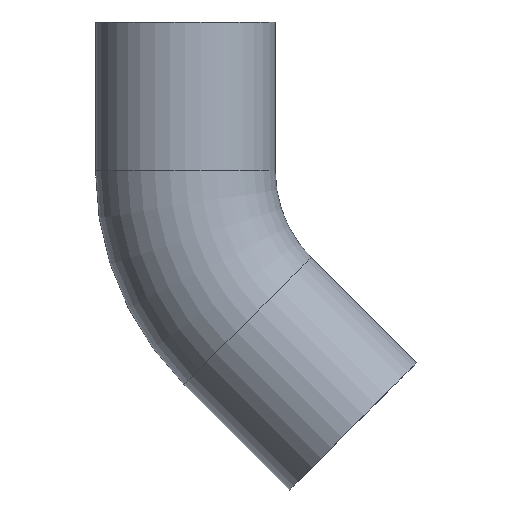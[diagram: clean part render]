
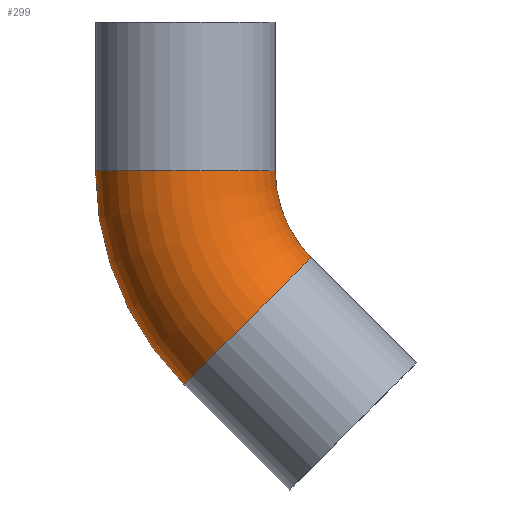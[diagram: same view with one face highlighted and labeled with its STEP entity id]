
A CAD part, front view. The second image highlights one B-rep face of the part: STEP entity #299.
In plain terms, the highlighted toroidal (fillet/blend) face has major radius 57 mm and minor radius 24.15 mm.
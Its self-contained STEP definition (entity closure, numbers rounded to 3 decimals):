
#7 = EDGE_LOOP ( 'NONE', ( #344, #44, #363, #174 ) ) ;
#9 = VERTEX_POINT ( 'NONE', #252 ) ;
#21 = EDGE_CURVE ( 'NONE', #48, #441, #368, .T. ) ;
#28 = CARTESIAN_POINT ( 'NONE',  ( 0., 0., 0. ) ) ;
#29 = CARTESIAN_POINT ( 'NONE',  ( -40.305, 0., -40.305 ) ) ;
#44 = ORIENTED_EDGE ( 'NONE', *, *, #70, .T. ) ;
#48 = VERTEX_POINT ( 'NONE', #340 ) ;
#58 = CARTESIAN_POINT ( 'NONE',  ( -57.382, 0., -57.382 ) ) ;
#70 = EDGE_CURVE ( 'NONE', #105, #9, #338, .T. ) ;
#74 = CARTESIAN_POINT ( 'NONE',  ( 0., 0., 0. ) ) ;
#97 = EDGE_CURVE ( 'NONE', #9, #441, #168, .T. ) ;
#102 = AXIS2_PLACEMENT_3D ( 'NONE', #29, #448, #273 ) ;
#105 = VERTEX_POINT ( 'NONE', #58 ) ;
#107 = FACE_OUTER_BOUND ( 'NONE', #7, .T. ) ;
#168 = CIRCLE ( 'NONE', #422, 32.85 ) ;
#174 = ORIENTED_EDGE ( 'NONE', *, *, #21, .F. ) ;
#193 = CIRCLE ( 'NONE', #326, 81.15 ) ;
#203 = DIRECTION ( 'NONE',  ( 1., 0., 0. ) ) ;
#223 = TOROIDAL_SURFACE ( 'NONE', #315, 57., 24.15 ) ;
#237 = EDGE_CURVE ( 'NONE', #105, #48, #193, .T. ) ;
#247 = DIRECTION ( 'NONE',  ( 0., 0., 1. ) ) ;
#252 = CARTESIAN_POINT ( 'NONE',  ( -23.228, 0., -23.228 ) ) ;
#257 = AXIS2_PLACEMENT_3D ( 'NONE', #290, #450, #203 ) ;
#273 = DIRECTION ( 'NONE',  ( 0.707, 0., 0.707 ) ) ;
#290 = CARTESIAN_POINT ( 'NONE',  ( -57., 0., 0. ) ) ;
#299 = ADVANCED_FACE ( 'NONE', ( #107 ), #223, .T. ) ;
#315 = AXIS2_PLACEMENT_3D ( 'NONE', #74, #386, #247 ) ;
#322 = CARTESIAN_POINT ( 'NONE',  ( 0., 0., 0. ) ) ;
#326 = AXIS2_PLACEMENT_3D ( 'NONE', #322, #421, #357 ) ;
#338 = CIRCLE ( 'NONE', #102, 24.15 ) ;
#340 = CARTESIAN_POINT ( 'NONE',  ( -81.15, 0., 0. ) ) ;
#344 = ORIENTED_EDGE ( 'NONE', *, *, #237, .F. ) ;
#357 = DIRECTION ( 'NONE',  ( 0., 0., 1. ) ) ;
#363 = ORIENTED_EDGE ( 'NONE', *, *, #97, .T. ) ;
#368 = CIRCLE ( 'NONE', #257, 24.15 ) ;
#372 = DIRECTION ( 'NONE',  ( 0., 0., 1. ) ) ;
#386 = DIRECTION ( 'NONE',  ( 0., 1., 0. ) ) ;
#402 = CARTESIAN_POINT ( 'NONE',  ( -32.85, 0., 0. ) ) ;
#416 = DIRECTION ( 'NONE',  ( 0., 1., 0. ) ) ;
#421 = DIRECTION ( 'NONE',  ( 0., 1., 0. ) ) ;
#422 = AXIS2_PLACEMENT_3D ( 'NONE', #28, #416, #372 ) ;
#441 = VERTEX_POINT ( 'NONE', #402 ) ;
#448 = DIRECTION ( 'NONE',  ( -0.707, 0., 0.707 ) ) ;
#450 = DIRECTION ( 'NONE',  ( 0., 0., 1. ) ) ;
